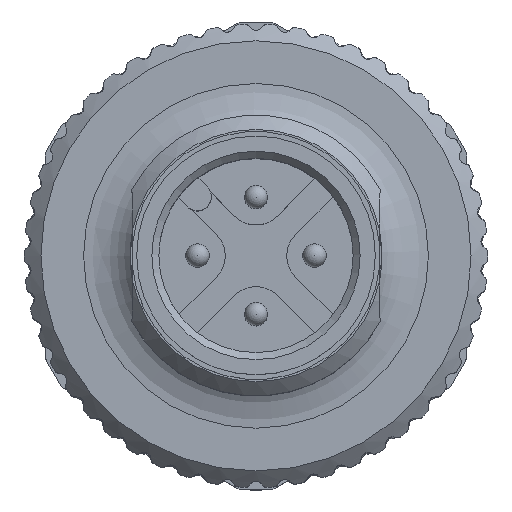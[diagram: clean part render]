
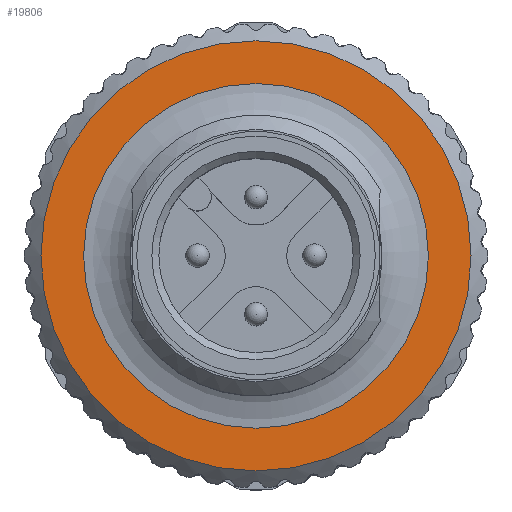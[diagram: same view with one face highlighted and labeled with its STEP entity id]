
A CAD part, top view. The second image highlights one B-rep face of the part: STEP entity #19806.
In plain terms, the highlighted planar face has unit normal (0, 0, 1).
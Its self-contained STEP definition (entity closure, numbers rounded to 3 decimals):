
#757=PLANE('',#21172);
#1596=CIRCLE('',#21171,7.365);
#1597=CIRCLE('',#21173,9.19);
#4316=ORIENTED_EDGE('',*,*,#8093,.F.);
#4317=ORIENTED_EDGE('',*,*,#8092,.T.);
#8092=EDGE_CURVE('',#9725,#9725,#1596,.T.);
#8093=EDGE_CURVE('',#9726,#9726,#1597,.T.);
#9725=VERTEX_POINT('',#31034);
#9726=VERTEX_POINT('',#31037);
#12390=EDGE_LOOP('',(#4316));
#12391=EDGE_LOOP('',(#4317));
#13209=FACE_BOUND('',#12390,.T.);
#13210=FACE_BOUND('',#12391,.T.);
#19806=ADVANCED_FACE('',(#13209,#13210),#757,.F.);
#21171=AXIS2_PLACEMENT_3D('',#31033,#24537,#24538);
#21172=AXIS2_PLACEMENT_3D('',#31035,#24539,#24540);
#21173=AXIS2_PLACEMENT_3D('',#31036,#24541,#24542);
#24537=DIRECTION('',(0.,0.,-1.));
#24538=DIRECTION('',(-1.,0.,0.));
#24539=DIRECTION('',(0.,0.,-1.));
#24540=DIRECTION('',(-1.,0.,0.));
#24541=DIRECTION('',(0.,0.,-1.));
#24542=DIRECTION('',(-1.,0.,0.));
#31033=CARTESIAN_POINT('',(0.,0.,-9.99));
#31034=CARTESIAN_POINT('',(-7.365,0.,-9.99));
#31035=CARTESIAN_POINT('',(0.,7.365,-9.99));
#31036=CARTESIAN_POINT('',(0.,0.,-9.99));
#31037=CARTESIAN_POINT('',(-9.19,0.,-9.99));
